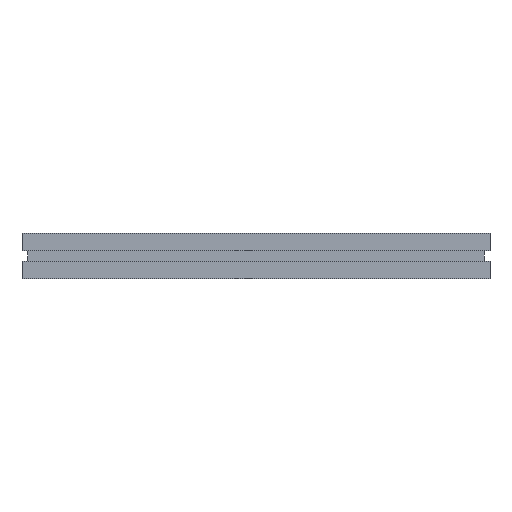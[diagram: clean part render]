
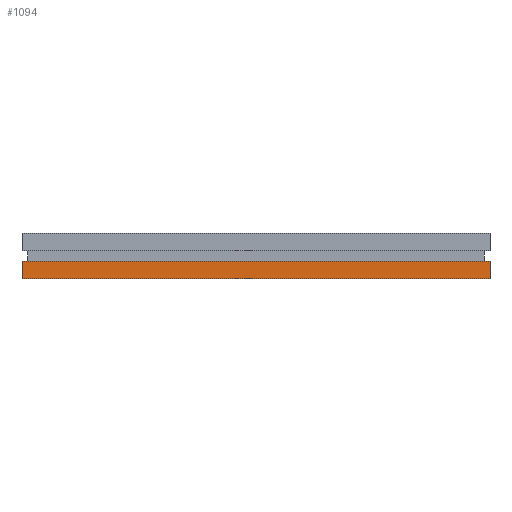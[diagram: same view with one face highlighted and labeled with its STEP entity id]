
A CAD part, left-side view. The second image highlights one B-rep face of the part: STEP entity #1094.
In plain terms, the highlighted planar face has unit normal (-1, 0, 0).
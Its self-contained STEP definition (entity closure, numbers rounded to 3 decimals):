
#103=FACE_OUTER_BOUND('',#152,.T.);
#152=EDGE_LOOP('',(#899,#900,#901,#902));
#242=LINE('',#3176,#349);
#265=LINE('',#3233,#372);
#266=LINE('',#3236,#373);
#267=LINE('',#3237,#374);
#349=VECTOR('',#1285,40.);
#372=VECTOR('',#1334,1.5);
#373=VECTOR('',#1337,40.);
#374=VECTOR('',#1338,1.5);
#489=VERTEX_POINT('',#3173);
#490=VERTEX_POINT('',#3175);
#511=VERTEX_POINT('',#3231);
#512=VERTEX_POINT('',#3235);
#625=EDGE_CURVE('',#489,#490,#242,.T.);
#655=EDGE_CURVE('',#489,#511,#265,.T.);
#656=EDGE_CURVE('',#511,#512,#266,.T.);
#657=EDGE_CURVE('',#490,#512,#267,.T.);
#899=ORIENTED_EDGE('',*,*,#656,.T.);
#900=ORIENTED_EDGE('',*,*,#657,.F.);
#901=ORIENTED_EDGE('',*,*,#625,.F.);
#902=ORIENTED_EDGE('',*,*,#655,.T.);
#1021=PLANE('',#1153);
#1094=ADVANCED_FACE('',(#103),#1021,.F.);
#1153=AXIS2_PLACEMENT_3D('',#3234,#1335,#1336);
#1285=DIRECTION('',(0.,-1.,0.));
#1334=DIRECTION('',(0.,0.,-1.));
#1335=DIRECTION('center_axis',(1.,0.,0.));
#1336=DIRECTION('ref_axis',(0.,0.,-1.));
#1337=DIRECTION('',(0.,-1.,0.));
#1338=DIRECTION('',(0.,0.,-1.));
#3173=CARTESIAN_POINT('',(-20.,20.,1.5));
#3175=CARTESIAN_POINT('',(-20.,-20.,1.5));
#3176=CARTESIAN_POINT('',(-20.,20.,1.5));
#3231=CARTESIAN_POINT('',(-20.,20.,0.));
#3233=CARTESIAN_POINT('',(-20.,20.,1.5));
#3234=CARTESIAN_POINT('Origin',(-20.,20.,1.5));
#3235=CARTESIAN_POINT('',(-20.,-20.,0.));
#3236=CARTESIAN_POINT('',(-20.,20.,0.));
#3237=CARTESIAN_POINT('',(-20.,-20.,1.5));
